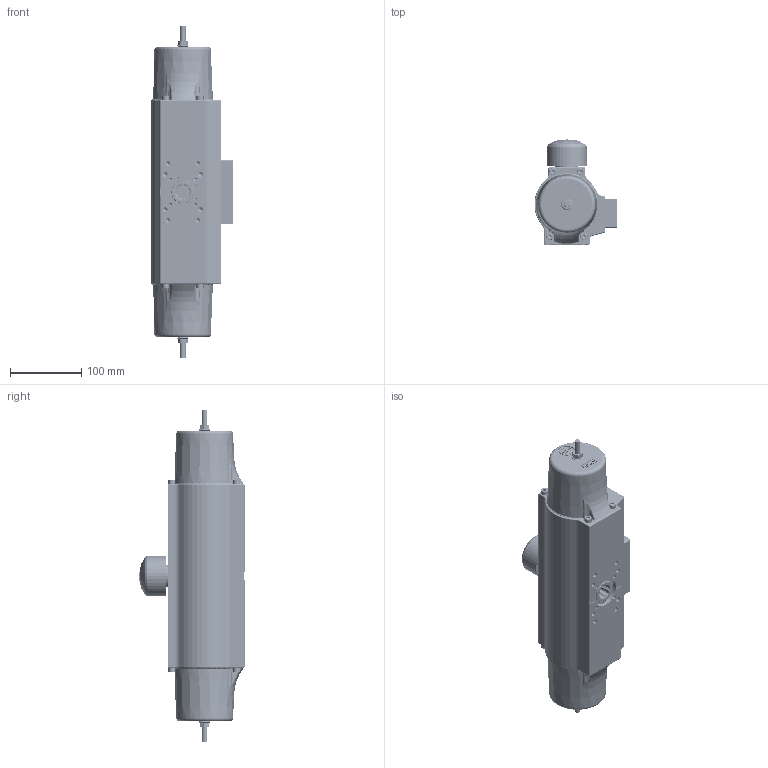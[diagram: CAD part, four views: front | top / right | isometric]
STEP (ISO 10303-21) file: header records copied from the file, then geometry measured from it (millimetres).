
FILE_DESCRIPTION(/* description */ (''),/* implementation_level */ '2;1');
FILE_NAME(/* name */ 'EB8_1 - SYS F05_F07.stp',/* time_stamp */ '2017-11-22T08:19:18+01:00',/* author */ ('Brumpreuksch'),/* organization */ (''),/* preprocessor_version */ 'ST-DEVELOPER v16.5',/* originating_system */ 'Autodesk Inventor 2017',/* authorisation */ '');
FILE_SCHEMA (('AUTOMOTIVE_DESIGN { 1 0 10303 214 3 1 1 }'));
Products named in the file (1): EB8_1 - SYS F05_F07
Bounding box: 116.37 x 147.5 x 466 mm (x, y, z)
Volume: 1828769.6 mm3; surface area: 643025.8 mm2
Topology: 3 solids, 60 shells, 4495 faces, 11045 edges, 6579 vertices
Faces by surface type: plane 1232, cylinder 1109, bspline 1069, torus 552, cone 293, sphere 240
Full cylindrical faces by diameter (mm): 2 x10, 2.5 x2, 3 x4, 4.134 x8, 4.2 x1, 4.917 x15, 5 x3, 5.5 x1, 6 x10, 6.5 x4, 6.6 x6, 6.647 x8, 8 x16, 8.05 x2, 10 x10, 11 x4, 11.1 x2, 11.45 x2, 12 x16, 14 x2, 16.4 x2, 16.5 x1, 18 x3, 19 x1, 20 x5, 20.1 x1, 20.12 x1, 20.5 x4, 23 x1, 24 x5
Entity records: 169618 total; most frequent: CARTESIAN_POINT 65945, ORIENTED_EDGE 20556, DIRECTION 20380, EDGE_CURVE 10256, AXIS2_PLACEMENT_3D 8408, VERTEX_POINT 6369, EDGE_LOOP 5185, FACE_OUTER_BOUND 4495
